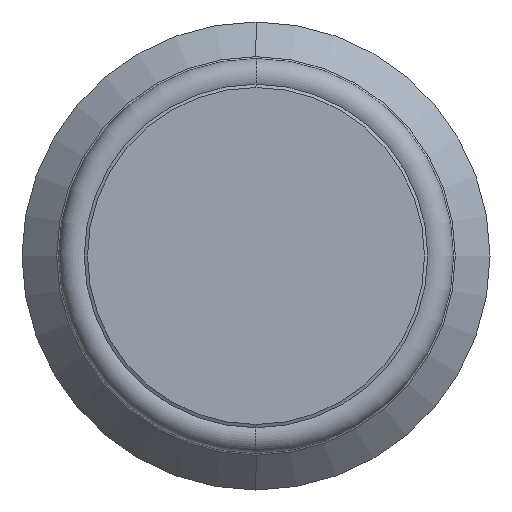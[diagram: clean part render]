
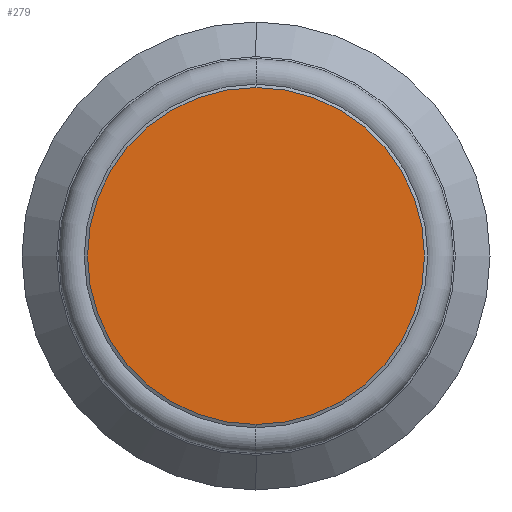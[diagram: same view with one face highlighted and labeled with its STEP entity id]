
A CAD part, left-side view. The second image highlights one B-rep face of the part: STEP entity #279.
In plain terms, the highlighted planar face has unit normal (-1, 0, 0).
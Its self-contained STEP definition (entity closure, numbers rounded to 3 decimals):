
#108 = VERTEX_POINT ( 'NONE', #403 ) ;
#132 = CARTESIAN_POINT ( 'NONE',  ( -10., 0., 4.734 ) ) ;
#147 = CIRCLE ( 'NONE', #214, 4.734 ) ;
#152 = ORIENTED_EDGE ( 'NONE', *, *, #506, .T. ) ;
#161 = PLANE ( 'NONE',  #325 ) ;
#214 = AXIS2_PLACEMENT_3D ( 'NONE', #603, #225, #597 ) ;
#225 = DIRECTION ( 'NONE',  ( -1., 0., 0. ) ) ;
#244 = AXIS2_PLACEMENT_3D ( 'NONE', #605, #308, #613 ) ;
#279 = ADVANCED_FACE ( 'NONE', ( #320 ), #161, .F. ) ;
#308 = DIRECTION ( 'NONE',  ( -1., 0., 0. ) ) ;
#320 = FACE_OUTER_BOUND ( 'NONE', #517, .T. ) ;
#325 = AXIS2_PLACEMENT_3D ( 'NONE', #369, #420, #529 ) ;
#350 = VERTEX_POINT ( 'NONE', #132 ) ;
#369 = CARTESIAN_POINT ( 'NONE',  ( -10., 0., 4.734 ) ) ;
#400 = ORIENTED_EDGE ( 'NONE', *, *, #402, .T. ) ;
#402 = EDGE_CURVE ( 'NONE', #108, #350, #147, .T. ) ;
#403 = CARTESIAN_POINT ( 'NONE',  ( -10., 0., -4.734 ) ) ;
#420 = DIRECTION ( 'NONE',  ( 1., 0., 0. ) ) ;
#506 = EDGE_CURVE ( 'NONE', #350, #108, #546, .T. ) ;
#517 = EDGE_LOOP ( 'NONE', ( #400, #152 ) ) ;
#529 = DIRECTION ( 'NONE',  ( 0., 0., -1. ) ) ;
#546 = CIRCLE ( 'NONE', #244, 4.734 ) ;
#597 = DIRECTION ( 'NONE',  ( 0., 0., 1. ) ) ;
#603 = CARTESIAN_POINT ( 'NONE',  ( -10., 0., 0. ) ) ;
#605 = CARTESIAN_POINT ( 'NONE',  ( -10., 0., 0. ) ) ;
#613 = DIRECTION ( 'NONE',  ( 0., 0., 1. ) ) ;
